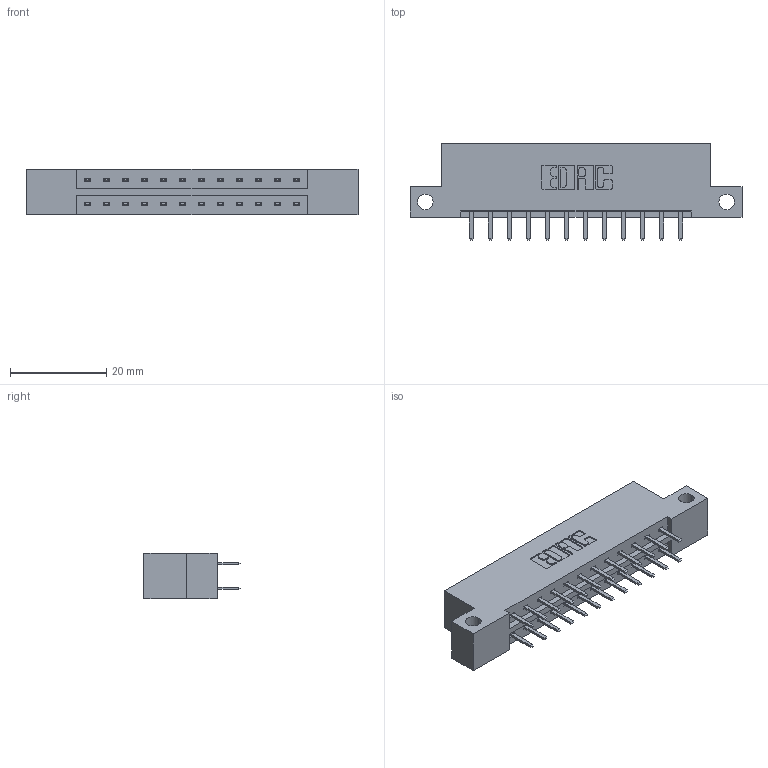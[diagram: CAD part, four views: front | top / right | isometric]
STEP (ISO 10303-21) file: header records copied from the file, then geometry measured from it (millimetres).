
FILE_DESCRIPTION (( 'STEP AP203' ), '1' );
FILE_NAME ('333-024-520-212.STEP', '2018-08-02T04:08:36', ( '' ), ( '' ), 'SwSTEP 2.0', 'SolidWorks 2016', '' );
FILE_SCHEMA (( 'CONFIG_CONTROL_DESIGN' ));
Length unit declared in the file: inch
Products named in the file (3): 333 Part_Flush - Side; 345-292-001_345-293-120; 333-024-520-212
Assembly tree (25 placements, depth 2):
  333-024-520-212
    333 Part_Flush - Side
    345-292-001_345-293-120  x24
Bounding box: 69.09 x 20.02 x 9.4 mm (x, y, z)
Volume: 6675.1 mm3; surface area: 7390.1 mm2
Topology: 25 solids, 25 shells, 1458 faces, 4223 edges, 2750 vertices
Faces by surface type: plane 982, cylinder 476
Entity records: 11717 total; most frequent: CARTESIAN_POINT 1990, ORIENTED_EDGE 1914, DIRECTION 1741, EDGE_CURVE 957, VECTOR 825, LINE 825, VERTEX_POINT 634, AXIS2_PLACEMENT_3D 458
